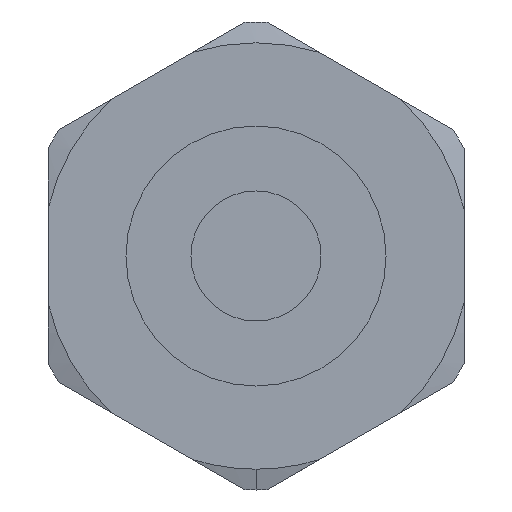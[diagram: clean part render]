
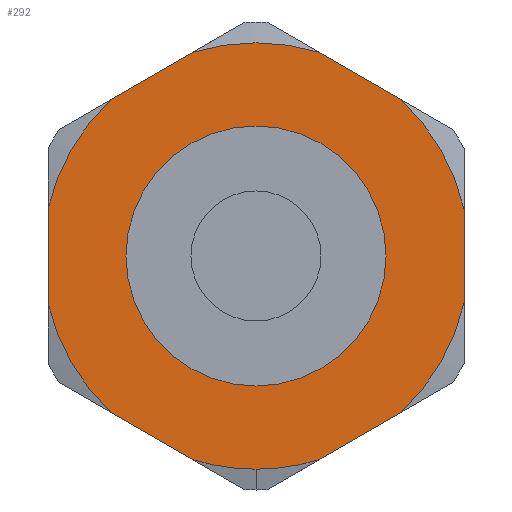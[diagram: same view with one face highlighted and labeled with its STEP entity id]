
A CAD part, left-side view. The second image highlights one B-rep face of the part: STEP entity #292.
In plain terms, the highlighted planar face has unit normal (-1, 0, 0).
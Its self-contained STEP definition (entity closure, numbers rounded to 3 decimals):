
#1 = CARTESIAN_POINT ( 'NONE',  ( 4., 0., 0. ) ) ;
#10 = DIRECTION ( 'NONE',  ( -1., 0., 0. ) ) ;
#18 = FACE_BOUND ( 'NONE', #553, .T. ) ;
#26 = DIRECTION ( 'NONE',  ( 0., 0., -1. ) ) ;
#29 = EDGE_CURVE ( 'NONE', #992, #256, #216, .T. ) ;
#61 = CARTESIAN_POINT ( 'NONE',  ( 4., 0., 2.5 ) ) ;
#68 = CARTESIAN_POINT ( 'NONE',  ( 4., 2.779, -3.014 ) ) ;
#71 = CARTESIAN_POINT ( 'NONE',  ( 4., -1.221, 3.914 ) ) ;
#85 = EDGE_CURVE ( 'NONE', #992, #1080, #721, .T. ) ;
#88 = DIRECTION ( 'NONE',  ( -1., 0., 0. ) ) ;
#94 = EDGE_CURVE ( 'NONE', #789, #1320, #679, .T. ) ;
#96 = LINE ( 'NONE', #922, #1031 ) ;
#98 = AXIS2_PLACEMENT_3D ( 'NONE', #1004, #397, #1137 ) ;
#101 = VECTOR ( 'NONE', #147, 1000. ) ;
#105 = ORIENTED_EDGE ( 'NONE', *, *, #941, .T. ) ;
#130 = CARTESIAN_POINT ( 'NONE',  ( 4., 0., 0. ) ) ;
#147 = DIRECTION ( 'NONE',  ( 0., 0., -1. ) ) ;
#169 = DIRECTION ( 'NONE',  ( 0., 0., 1. ) ) ;
#209 = EDGE_CURVE ( 'NONE', #1012, #1080, #313, .T. ) ;
#213 = DIRECTION ( 'NONE',  ( -1., 0., 0. ) ) ;
#216 = LINE ( 'NONE', #424, #1121 ) ;
#218 = DIRECTION ( 'NONE',  ( 0., 0., 1. ) ) ;
#225 = AXIS2_PLACEMENT_3D ( 'NONE', #1236, #213, #942 ) ;
#228 = PLANE ( 'NONE',  #509 ) ;
#230 = CARTESIAN_POINT ( 'NONE',  ( 4., -1.221, -3.914 ) ) ;
#256 = VERTEX_POINT ( 'NONE', #622 ) ;
#257 = CARTESIAN_POINT ( 'NONE',  ( 4., -4., 0.9 ) ) ;
#267 = AXIS2_PLACEMENT_3D ( 'NONE', #375, #788, #901 ) ;
#292 = ADVANCED_FACE ( 'NONE', ( #18, #1162 ), #228, .F. ) ;
#313 = LINE ( 'NONE', #320, #933 ) ;
#320 = CARTESIAN_POINT ( 'NONE',  ( 4., 3.875, 2.382 ) ) ;
#335 = AXIS2_PLACEMENT_3D ( 'NONE', #130, #1181, #546 ) ;
#338 = ORIENTED_EDGE ( 'NONE', *, *, #1063, .T. ) ;
#355 = CARTESIAN_POINT ( 'NONE',  ( 4., 0., -4.1 ) ) ;
#358 = CARTESIAN_POINT ( 'NONE',  ( 4., 1.221, -3.914 ) ) ;
#375 = CARTESIAN_POINT ( 'NONE',  ( 4., 0., 0. ) ) ;
#386 = CARTESIAN_POINT ( 'NONE',  ( 4., 2.779, 3.014 ) ) ;
#397 = DIRECTION ( 'NONE',  ( -1., 0., 0. ) ) ;
#407 = EDGE_CURVE ( 'NONE', #1285, #1087, #657, .T. ) ;
#417 = VERTEX_POINT ( 'NONE', #358 ) ;
#424 = CARTESIAN_POINT ( 'NONE',  ( 4., -0.125, 4.547 ) ) ;
#440 = CIRCLE ( 'NONE', #1204, 4.1 ) ;
#448 = ORIENTED_EDGE ( 'NONE', *, *, #1177, .T. ) ;
#461 = CIRCLE ( 'NONE', #804, 4.1 ) ;
#464 = CARTESIAN_POINT ( 'NONE',  ( 4., -4., 0. ) ) ;
#473 = DIRECTION ( 'NONE',  ( 0., 0., 1. ) ) ;
#478 = VERTEX_POINT ( 'NONE', #68 ) ;
#495 = CARTESIAN_POINT ( 'NONE',  ( 4., 0., 0. ) ) ;
#500 = AXIS2_PLACEMENT_3D ( 'NONE', #888, #807, #169 ) ;
#509 = AXIS2_PLACEMENT_3D ( 'NONE', #541, #953, #26 ) ;
#516 = VERTEX_POINT ( 'NONE', #583 ) ;
#528 = CIRCLE ( 'NONE', #267, 4.1 ) ;
#540 = DIRECTION ( 'NONE',  ( 0., 0.866, -0.5 ) ) ;
#541 = CARTESIAN_POINT ( 'NONE',  ( 4., 2.5, 0. ) ) ;
#542 = ORIENTED_EDGE ( 'NONE', *, *, #85, .T. ) ;
#543 = CARTESIAN_POINT ( 'NONE',  ( 4., 0., 0. ) ) ;
#546 = DIRECTION ( 'NONE',  ( 0., 0., 1. ) ) ;
#553 = EDGE_LOOP ( 'NONE', ( #889, #633 ) ) ;
#569 = VERTEX_POINT ( 'NONE', #686 ) ;
#583 = CARTESIAN_POINT ( 'NONE',  ( 4., 4., -0.9 ) ) ;
#620 = ORIENTED_EDGE ( 'NONE', *, *, #209, .F. ) ;
#622 = CARTESIAN_POINT ( 'NONE',  ( 4., -2.779, 3.014 ) ) ;
#633 = ORIENTED_EDGE ( 'NONE', *, *, #94, .F. ) ;
#636 = CIRCLE ( 'NONE', #965, 4.1 ) ;
#657 = LINE ( 'NONE', #464, #101 ) ;
#661 = CARTESIAN_POINT ( 'NONE',  ( 4., 3.875, -2.382 ) ) ;
#679 = CIRCLE ( 'NONE', #98, 2.5 ) ;
#685 = CARTESIAN_POINT ( 'NONE',  ( 4., 0., 0. ) ) ;
#686 = CARTESIAN_POINT ( 'NONE',  ( 4., -2.779, -3.014 ) ) ;
#704 = EDGE_LOOP ( 'NONE', ( #1001, #448, #909, #542, #620, #1068, #985, #338, #1221, #1019, #105, #1309, #1131 ) ) ;
#721 = CIRCLE ( 'NONE', #1272, 4.1 ) ;
#745 = EDGE_CURVE ( 'NONE', #417, #884, #440, .T. ) ;
#752 = VERTEX_POINT ( 'NONE', #230 ) ;
#788 = DIRECTION ( 'NONE',  ( -1., 0., 0. ) ) ;
#789 = VERTEX_POINT ( 'NONE', #1186 ) ;
#793 = DIRECTION ( 'NONE',  ( 0., 0., 1. ) ) ;
#804 = AXIS2_PLACEMENT_3D ( 'NONE', #495, #88, #793 ) ;
#807 = DIRECTION ( 'NONE',  ( -1., 0., 0. ) ) ;
#823 = DIRECTION ( 'NONE',  ( 0., 0., 1. ) ) ;
#826 = DIRECTION ( 'NONE',  ( 0., -0.866, 0.5 ) ) ;
#835 = DIRECTION ( 'NONE',  ( 0., -0.866, -0.5 ) ) ;
#841 = DIRECTION ( 'NONE',  ( 0., 0., 1. ) ) ;
#844 = EDGE_CURVE ( 'NONE', #417, #478, #971, .T. ) ;
#847 = CIRCLE ( 'NONE', #500, 4.1 ) ;
#850 = CIRCLE ( 'NONE', #335, 4.1 ) ;
#884 = VERTEX_POINT ( 'NONE', #355 ) ;
#888 = CARTESIAN_POINT ( 'NONE',  ( 4., 0., 0. ) ) ;
#889 = ORIENTED_EDGE ( 'NONE', *, *, #1079, .F. ) ;
#901 = DIRECTION ( 'NONE',  ( 0., 0., 1. ) ) ;
#909 = ORIENTED_EDGE ( 'NONE', *, *, #29, .F. ) ;
#922 = CARTESIAN_POINT ( 'NONE',  ( 4., -0.125, -4.547 ) ) ;
#933 = VECTOR ( 'NONE', #826, 1000. ) ;
#941 = EDGE_CURVE ( 'NONE', #884, #752, #461, .T. ) ;
#942 = DIRECTION ( 'NONE',  ( 0., 0., 1. ) ) ;
#952 = CARTESIAN_POINT ( 'NONE',  ( 4., -4., -0.9 ) ) ;
#953 = DIRECTION ( 'NONE',  ( 1., 0., 0. ) ) ;
#965 = AXIS2_PLACEMENT_3D ( 'NONE', #1, #10, #218 ) ;
#971 = LINE ( 'NONE', #661, #1082 ) ;
#985 = ORIENTED_EDGE ( 'NONE', *, *, #1291, .F. ) ;
#989 = CIRCLE ( 'NONE', #225, 2.5 ) ;
#992 = VERTEX_POINT ( 'NONE', #71 ) ;
#1001 = ORIENTED_EDGE ( 'NONE', *, *, #407, .F. ) ;
#1004 = CARTESIAN_POINT ( 'NONE',  ( 4., 0., 0. ) ) ;
#1012 = VERTEX_POINT ( 'NONE', #386 ) ;
#1018 = EDGE_CURVE ( 'NONE', #1012, #1142, #847, .T. ) ;
#1019 = ORIENTED_EDGE ( 'NONE', *, *, #745, .T. ) ;
#1031 = VECTOR ( 'NONE', #540, 1000. ) ;
#1046 = CARTESIAN_POINT ( 'NONE',  ( 4., 4., 0.9 ) ) ;
#1063 = EDGE_CURVE ( 'NONE', #516, #478, #528, .T. ) ;
#1066 = DIRECTION ( 'NONE',  ( 0., 0.866, 0.5 ) ) ;
#1068 = ORIENTED_EDGE ( 'NONE', *, *, #1018, .T. ) ;
#1079 = EDGE_CURVE ( 'NONE', #1320, #789, #989, .T. ) ;
#1080 = VERTEX_POINT ( 'NONE', #1260 ) ;
#1082 = VECTOR ( 'NONE', #1066, 1000. ) ;
#1087 = VERTEX_POINT ( 'NONE', #952 ) ;
#1119 = EDGE_CURVE ( 'NONE', #569, #752, #96, .T. ) ;
#1121 = VECTOR ( 'NONE', #835, 1000. ) ;
#1125 = DIRECTION ( 'NONE',  ( -1., 0., 0. ) ) ;
#1131 = ORIENTED_EDGE ( 'NONE', *, *, #1197, .T. ) ;
#1137 = DIRECTION ( 'NONE',  ( 0., 0., 1. ) ) ;
#1142 = VERTEX_POINT ( 'NONE', #1046 ) ;
#1162 = FACE_OUTER_BOUND ( 'NONE', #704, .T. ) ;
#1177 = EDGE_CURVE ( 'NONE', #1285, #256, #636, .T. ) ;
#1181 = DIRECTION ( 'NONE',  ( -1., 0., 0. ) ) ;
#1186 = CARTESIAN_POINT ( 'NONE',  ( 4., 0., -2.5 ) ) ;
#1197 = EDGE_CURVE ( 'NONE', #569, #1087, #850, .T. ) ;
#1200 = CARTESIAN_POINT ( 'NONE',  ( 4., 4., 0. ) ) ;
#1204 = AXIS2_PLACEMENT_3D ( 'NONE', #543, #1264, #841 ) ;
#1221 = ORIENTED_EDGE ( 'NONE', *, *, #844, .F. ) ;
#1236 = CARTESIAN_POINT ( 'NONE',  ( 4., 0., 0. ) ) ;
#1260 = CARTESIAN_POINT ( 'NONE',  ( 4., 1.221, 3.914 ) ) ;
#1264 = DIRECTION ( 'NONE',  ( -1., 0., 0. ) ) ;
#1268 = VECTOR ( 'NONE', #473, 1000. ) ;
#1272 = AXIS2_PLACEMENT_3D ( 'NONE', #685, #1125, #823 ) ;
#1281 = LINE ( 'NONE', #1200, #1268 ) ;
#1285 = VERTEX_POINT ( 'NONE', #257 ) ;
#1291 = EDGE_CURVE ( 'NONE', #516, #1142, #1281, .T. ) ;
#1309 = ORIENTED_EDGE ( 'NONE', *, *, #1119, .F. ) ;
#1320 = VERTEX_POINT ( 'NONE', #61 ) ;
